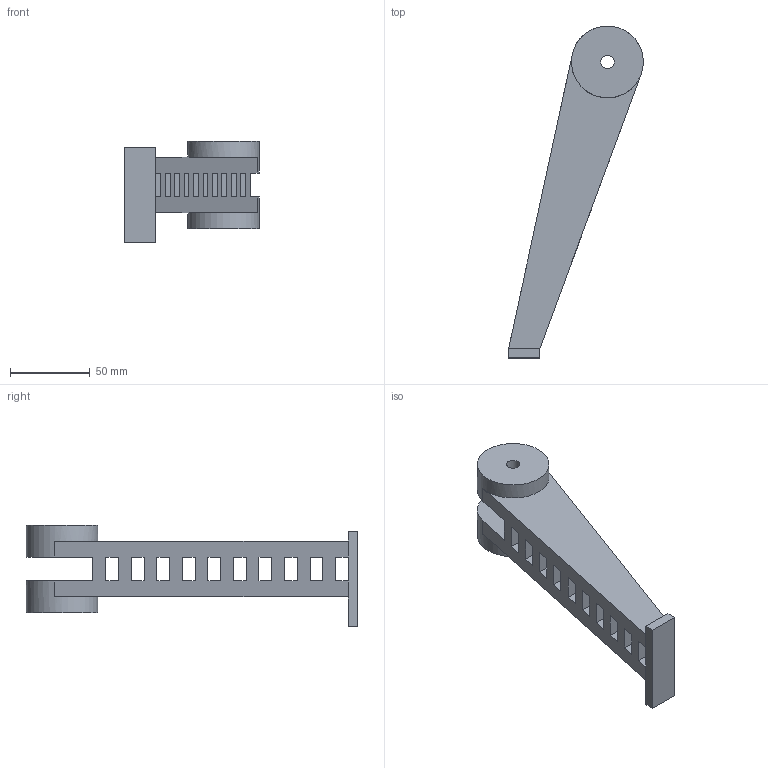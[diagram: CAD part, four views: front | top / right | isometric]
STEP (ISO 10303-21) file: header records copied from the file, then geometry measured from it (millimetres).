
FILE_DESCRIPTION(/* description */ (''),/* implementation_level */ '2;1');
FILE_NAME(/* name */ 'Soporte medio.stp',/* time_stamp */ '2024-03-01T00:24:37+01:00',/* author */ ('Javier'),/* organization */ (''),/* preprocessor_version */ 'ST-DEVELOPER v19',/* originating_system */ 'Autodesk Inventor 2023',/* authorisation */ '');
FILE_SCHEMA (('AUTOMOTIVE_DESIGN { 1 0 10303 214 3 1 1 }'));
Length unit declared in the file: millimetre
Products named in the file (1): Soporte medio
Bounding box: 84.38 x 207.93 x 63.75 mm (x, y, z)
Volume: 210865.9 mm3; surface area: 49607.4 mm2
Topology: 1 solids, 1 shells, 60 faces, 172 edges, 112 vertices
Faces by surface type: plane 56, cylinder 4
Full cylindrical faces by diameter (mm): 8.5 x2, 45 x2
Entity records: 2015 total; most frequent: CARTESIAN_POINT 345, ORIENTED_EDGE 344, DIRECTION 306, EDGE_CURVE 172, LINE 160, VECTOR 160, VERTEX_POINT 112, EDGE_LOOP 82
